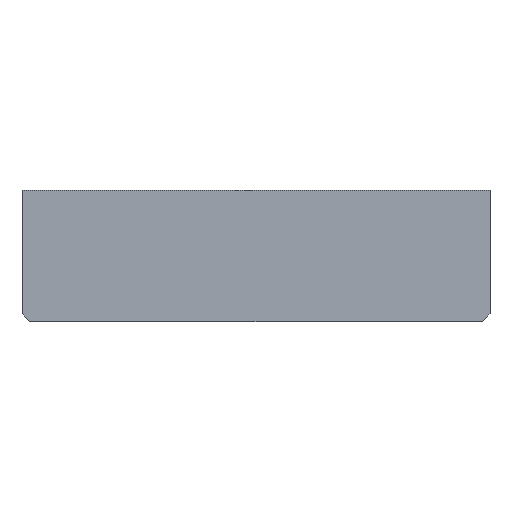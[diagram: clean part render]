
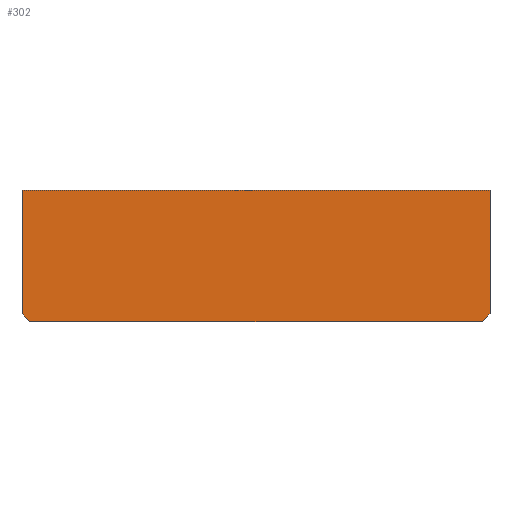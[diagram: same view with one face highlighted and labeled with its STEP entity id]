
A CAD part, front view. The second image highlights one B-rep face of the part: STEP entity #302.
In plain terms, the highlighted planar face has unit normal (0, -1, 0).
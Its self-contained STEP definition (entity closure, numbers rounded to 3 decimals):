
#82 = VERTEX_POINT('',#83);
#83 = CARTESIAN_POINT('',(-2.5,-3.5,-0.5));
#89 = EDGE_CURVE('',#90,#82,#92,.T.);
#90 = VERTEX_POINT('',#91);
#91 = CARTESIAN_POINT('',(-2.5,-3.5,23.5));
#92 = LINE('',#93,#94);
#93 = CARTESIAN_POINT('',(-2.5,-3.5,0.));
#94 = VECTOR('',#95,1.);
#95 = DIRECTION('',(-0.,-0.,-1.));
#168 = EDGE_CURVE('',#90,#169,#171,.T.);
#169 = VERTEX_POINT('',#170);
#170 = CARTESIAN_POINT('',(88.5,-3.5,23.5));
#171 = LINE('',#172,#173);
#172 = CARTESIAN_POINT('',(-2.5,-3.5,23.5));
#173 = VECTOR('',#174,1.);
#174 = DIRECTION('',(1.,0.,0.));
#302 = ADVANCED_FACE('',(#303),#337,.T.);
#303 = FACE_BOUND('',#304,.T.);
#304 = EDGE_LOOP('',(#305,#306,#314,#322,#330,#336));
#305 = ORIENTED_EDGE('',*,*,#89,.T.);
#306 = ORIENTED_EDGE('',*,*,#307,.F.);
#307 = EDGE_CURVE('',#308,#82,#310,.T.);
#308 = VERTEX_POINT('',#309);
#309 = CARTESIAN_POINT('',(-1.,-3.5,-2.));
#310 = LINE('',#311,#312);
#311 = CARTESIAN_POINT('',(6.438,-3.5,-9.438));
#312 = VECTOR('',#313,1.);
#313 = DIRECTION('',(-0.707,0.,0.707));
#314 = ORIENTED_EDGE('',*,*,#315,.T.);
#315 = EDGE_CURVE('',#308,#316,#318,.T.);
#316 = VERTEX_POINT('',#317);
#317 = CARTESIAN_POINT('',(87.,-3.5,-2.));
#318 = LINE('',#319,#320);
#319 = CARTESIAN_POINT('',(-2.5,-3.5,-2.));
#320 = VECTOR('',#321,1.);
#321 = DIRECTION('',(1.,0.,0.));
#322 = ORIENTED_EDGE('',*,*,#323,.T.);
#323 = EDGE_CURVE('',#316,#324,#326,.T.);
#324 = VERTEX_POINT('',#325);
#325 = CARTESIAN_POINT('',(88.5,-3.5,-0.5));
#326 = LINE('',#327,#328);
#327 = CARTESIAN_POINT('',(79.563,-3.5,-9.438));
#328 = VECTOR('',#329,1.);
#329 = DIRECTION('',(0.707,0.,0.707));
#330 = ORIENTED_EDGE('',*,*,#331,.T.);
#331 = EDGE_CURVE('',#324,#169,#332,.T.);
#332 = LINE('',#333,#334);
#333 = CARTESIAN_POINT('',(88.5,-3.5,0.));
#334 = VECTOR('',#335,1.);
#335 = DIRECTION('',(0.,0.,1.));
#336 = ORIENTED_EDGE('',*,*,#168,.F.);
#337 = PLANE('',#338);
#338 = AXIS2_PLACEMENT_3D('',#339,#340,#341);
#339 = CARTESIAN_POINT('',(43.,-3.5,10.75));
#340 = DIRECTION('',(-0.,-1.,-0.));
#341 = DIRECTION('',(0.,0.,-1.));
